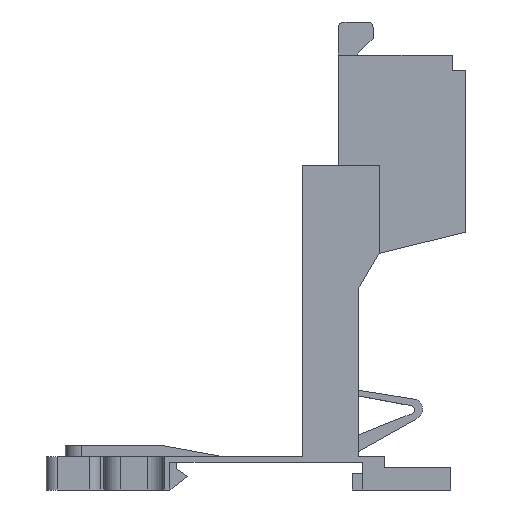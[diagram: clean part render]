
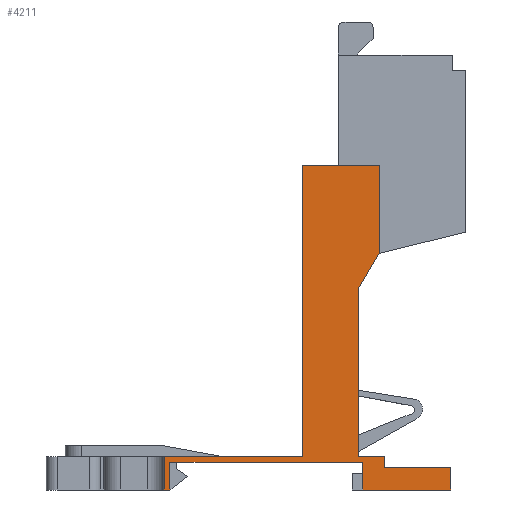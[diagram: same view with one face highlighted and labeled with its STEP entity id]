
A CAD part, front view. The second image highlights one B-rep face of the part: STEP entity #4211.
In plain terms, the highlighted planar face has unit normal (0, -1, 0).
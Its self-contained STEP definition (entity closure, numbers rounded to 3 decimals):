
#20 = EDGE_CURVE ( 'NONE', #3011, #617, #946, .T. ) ;
#25 = VECTOR ( 'NONE', #3067, 1000. ) ;
#56 = CARTESIAN_POINT ( 'NONE',  ( 24.207, -22.5, 6. ) ) ;
#100 = VERTEX_POINT ( 'NONE', #3268 ) ;
#113 = ORIENTED_EDGE ( 'NONE', *, *, #4109, .T. ) ;
#173 = DIRECTION ( 'NONE',  ( 1., 0., 0. ) ) ;
#185 = VERTEX_POINT ( 'NONE', #1088 ) ;
#219 = EDGE_CURVE ( 'NONE', #3566, #1574, #640, .T. ) ;
#307 = LINE ( 'NONE', #1588, #1516 ) ;
#348 = EDGE_CURVE ( 'NONE', #4313, #4428, #1601, .T. ) ;
#349 = DIRECTION ( 'NONE',  ( -1., 0., 0. ) ) ;
#363 = CARTESIAN_POINT ( 'NONE',  ( 41., -22.5, 0. ) ) ;
#407 = CARTESIAN_POINT ( 'NONE',  ( -29., -22.5, 0. ) ) ;
#408 = VECTOR ( 'NONE', #4415, 1000. ) ;
#455 = CARTESIAN_POINT ( 'NONE',  ( -11., -22.5, -3. ) ) ;
#552 = LINE ( 'NONE', #4368, #2614 ) ;
#583 = CARTESIAN_POINT ( 'NONE',  ( -29., -22.5, 0. ) ) ;
#584 = PLANE ( 'NONE',  #3523 ) ;
#616 = CARTESIAN_POINT ( 'NONE',  ( 25., -22.5, 6. ) ) ;
#617 = VERTEX_POINT ( 'NONE', #1869 ) ;
#620 = EDGE_CURVE ( 'NONE', #4657, #1485, #1676, .T. ) ;
#640 = LINE ( 'NONE', #4367, #4332 ) ;
#848 = DIRECTION ( 'NONE',  ( 0., 0., 1. ) ) ;
#946 = LINE ( 'NONE', #3658, #4807 ) ;
#951 = DIRECTION ( 'NONE',  ( 1., 0., 0. ) ) ;
#971 = CARTESIAN_POINT ( 'NONE',  ( -29., -22.5, 5. ) ) ;
#1047 = ORIENTED_EDGE ( 'NONE', *, *, #348, .T. ) ;
#1072 = CARTESIAN_POINT ( 'NONE',  ( 41., -22.5, 4. ) ) ;
#1083 = ORIENTED_EDGE ( 'NONE', *, *, #1893, .T. ) ;
#1088 = CARTESIAN_POINT ( 'NONE',  ( -10., -22.5, 5. ) ) ;
#1172 = DIRECTION ( 'NONE',  ( 0., 0., -1. ) ) ;
#1283 = VERTEX_POINT ( 'NONE', #1922 ) ;
#1317 = VECTOR ( 'NONE', #951, 1000. ) ;
#1324 = CARTESIAN_POINT ( 'NONE',  ( 28., -22.5, 43. ) ) ;
#1374 = CARTESIAN_POINT ( 'NONE',  ( -29., -22.5, 6. ) ) ;
#1449 = LINE ( 'NONE', #616, #2037 ) ;
#1458 = EDGE_CURVE ( 'NONE', #4776, #4428, #1582, .T. ) ;
#1485 = VERTEX_POINT ( 'NONE', #1957 ) ;
#1516 = VECTOR ( 'NONE', #349, 1000. ) ;
#1568 = LINE ( 'NONE', #4005, #408 ) ;
#1574 = VERTEX_POINT ( 'NONE', #1849 ) ;
#1577 = VECTOR ( 'NONE', #3877, 1000. ) ;
#1582 = LINE ( 'NONE', #1072, #3740 ) ;
#1588 = CARTESIAN_POINT ( 'NONE',  ( 41., -22.5, 4. ) ) ;
#1600 = LINE ( 'NONE', #583, #3371 ) ;
#1601 = LINE ( 'NONE', #407, #3009 ) ;
#1652 = EDGE_CURVE ( 'NONE', #3824, #2454, #4242, .T. ) ;
#1676 = LINE ( 'NONE', #2386, #2361 ) ;
#1742 = EDGE_CURVE ( 'NONE', #617, #4657, #3163, .T. ) ;
#1849 = CARTESIAN_POINT ( 'NONE',  ( 29., -22.5, 4. ) ) ;
#1869 = CARTESIAN_POINT ( 'NONE',  ( 24.207, -22.5, 36.552 ) ) ;
#1893 = EDGE_CURVE ( 'NONE', #4334, #185, #1568, .T. ) ;
#1922 = CARTESIAN_POINT ( 'NONE',  ( -11., -22.5, 0. ) ) ;
#1957 = CARTESIAN_POINT ( 'NONE',  ( 28., -22.5, 59. ) ) ;
#2018 = VECTOR ( 'NONE', #173, 1000. ) ;
#2037 = VECTOR ( 'NONE', #3437, 1000. ) ;
#2049 = ORIENTED_EDGE ( 'NONE', *, *, #2654, .T. ) ;
#2157 = DIRECTION ( 'NONE',  ( 1., 0., 0. ) ) ;
#2178 = CARTESIAN_POINT ( 'NONE',  ( 41., -22.5, 4. ) ) ;
#2317 = LINE ( 'NONE', #2594, #4588 ) ;
#2348 = DIRECTION ( 'NONE',  ( -1., 0., 0. ) ) ;
#2361 = VECTOR ( 'NONE', #3667, 1000. ) ;
#2386 = CARTESIAN_POINT ( 'NONE',  ( 28., -22.5, 59. ) ) ;
#2454 = VERTEX_POINT ( 'NONE', #3181 ) ;
#2543 = CARTESIAN_POINT ( 'NONE',  ( -11., -22.5, 6. ) ) ;
#2544 = ORIENTED_EDGE ( 'NONE', *, *, #4467, .T. ) ;
#2577 = ORIENTED_EDGE ( 'NONE', *, *, #5035, .T. ) ;
#2594 = CARTESIAN_POINT ( 'NONE',  ( 14., -22.5, 6. ) ) ;
#2614 = VECTOR ( 'NONE', #2348, 1000. ) ;
#2652 = CARTESIAN_POINT ( 'NONE',  ( -29., -22.5, 6. ) ) ;
#2653 = ORIENTED_EDGE ( 'NONE', *, *, #4728, .T. ) ;
#2654 = EDGE_CURVE ( 'NONE', #100, #2454, #2317, .T. ) ;
#2672 = ORIENTED_EDGE ( 'NONE', *, *, #219, .F. ) ;
#2688 = EDGE_CURVE ( 'NONE', #1283, #3824, #3262, .T. ) ;
#2782 = ORIENTED_EDGE ( 'NONE', *, *, #1742, .T. ) ;
#2908 = ORIENTED_EDGE ( 'NONE', *, *, #20, .T. ) ;
#2974 = DIRECTION ( 'NONE',  ( 1., 0., 0. ) ) ;
#3009 = VECTOR ( 'NONE', #4854, 1000. ) ;
#3011 = VERTEX_POINT ( 'NONE', #56 ) ;
#3053 = ORIENTED_EDGE ( 'NONE', *, *, #2688, .F. ) ;
#3062 = CARTESIAN_POINT ( 'NONE',  ( 28., -22.5, 43. ) ) ;
#3067 = DIRECTION ( 'NONE',  ( 0., 0., 1. ) ) ;
#3124 = CARTESIAN_POINT ( 'NONE',  ( 25., -22.5, 0. ) ) ;
#3140 = CARTESIAN_POINT ( 'NONE',  ( -10., -22.5, 0. ) ) ;
#3163 = LINE ( 'NONE', #3062, #1577 ) ;
#3181 = CARTESIAN_POINT ( 'NONE',  ( 14., -22.5, 6. ) ) ;
#3262 = LINE ( 'NONE', #455, #25 ) ;
#3268 = CARTESIAN_POINT ( 'NONE',  ( 14., -22.5, 59. ) ) ;
#3371 = VECTOR ( 'NONE', #2974, 1000. ) ;
#3400 = CARTESIAN_POINT ( 'NONE',  ( 25., -22.5, 5. ) ) ;
#3437 = DIRECTION ( 'NONE',  ( 0., 0., -1. ) ) ;
#3438 = DIRECTION ( 'NONE',  ( 0., 1., 0. ) ) ;
#3523 = AXIS2_PLACEMENT_3D ( 'NONE', #2652, #3438, #4658 ) ;
#3527 = ORIENTED_EDGE ( 'NONE', *, *, #1458, .F. ) ;
#3566 = VERTEX_POINT ( 'NONE', #4696 ) ;
#3658 = CARTESIAN_POINT ( 'NONE',  ( 24.207, -22.5, 36.552 ) ) ;
#3667 = DIRECTION ( 'NONE',  ( 0., 0., 1. ) ) ;
#3740 = VECTOR ( 'NONE', #5261, 1000. ) ;
#3824 = VERTEX_POINT ( 'NONE', #2543 ) ;
#3863 = LINE ( 'NONE', #971, #4737 ) ;
#3877 = DIRECTION ( 'NONE',  ( 0.507, 0., 0.862 ) ) ;
#3942 = EDGE_CURVE ( 'NONE', #1283, #4334, #1600, .T. ) ;
#3991 = LINE ( 'NONE', #4587, #1317 ) ;
#4005 = CARTESIAN_POINT ( 'NONE',  ( -10., -22.5, 6. ) ) ;
#4109 = EDGE_CURVE ( 'NONE', #4788, #4313, #1449, .T. ) ;
#4211 = ADVANCED_FACE ( 'NONE', ( #4948 ), #584, .F. ) ;
#4242 = LINE ( 'NONE', #1374, #2018 ) ;
#4257 = DIRECTION ( 'NONE',  ( 0., 0., -1. ) ) ;
#4313 = VERTEX_POINT ( 'NONE', #3124 ) ;
#4332 = VECTOR ( 'NONE', #1172, 1000. ) ;
#4334 = VERTEX_POINT ( 'NONE', #3140 ) ;
#4367 = CARTESIAN_POINT ( 'NONE',  ( 29., -22.5, 6. ) ) ;
#4368 = CARTESIAN_POINT ( 'NONE',  ( 14., -22.5, 59. ) ) ;
#4415 = DIRECTION ( 'NONE',  ( 0., 0., 1. ) ) ;
#4428 = VERTEX_POINT ( 'NONE', #363 ) ;
#4467 = EDGE_CURVE ( 'NONE', #4776, #1574, #307, .T. ) ;
#4587 = CARTESIAN_POINT ( 'NONE',  ( -29., -22.5, 6. ) ) ;
#4588 = VECTOR ( 'NONE', #4257, 1000. ) ;
#4657 = VERTEX_POINT ( 'NONE', #1324 ) ;
#4658 = DIRECTION ( 'NONE',  ( 0., 0., 1. ) ) ;
#4696 = CARTESIAN_POINT ( 'NONE',  ( 29., -22.5, 6. ) ) ;
#4728 = EDGE_CURVE ( 'NONE', #185, #4788, #3863, .T. ) ;
#4730 = EDGE_CURVE ( 'NONE', #3011, #3566, #3991, .T. ) ;
#4737 = VECTOR ( 'NONE', #2157, 1000. ) ;
#4776 = VERTEX_POINT ( 'NONE', #2178 ) ;
#4785 = ORIENTED_EDGE ( 'NONE', *, *, #1652, .F. ) ;
#4788 = VERTEX_POINT ( 'NONE', #3400 ) ;
#4807 = VECTOR ( 'NONE', #848, 1000. ) ;
#4854 = DIRECTION ( 'NONE',  ( 1., 0., 0. ) ) ;
#4863 = ORIENTED_EDGE ( 'NONE', *, *, #3942, .T. ) ;
#4948 = FACE_OUTER_BOUND ( 'NONE', #5145, .T. ) ;
#4987 = ORIENTED_EDGE ( 'NONE', *, *, #4730, .F. ) ;
#5035 = EDGE_CURVE ( 'NONE', #1485, #100, #552, .T. ) ;
#5145 = EDGE_LOOP ( 'NONE', ( #2653, #113, #1047, #3527, #2544, #2672, #4987, #2908, #2782, #5163, #2577, #2049, #4785, #3053, #4863, #1083 ) ) ;
#5163 = ORIENTED_EDGE ( 'NONE', *, *, #620, .T. ) ;
#5261 = DIRECTION ( 'NONE',  ( 0., 0., -1. ) ) ;
